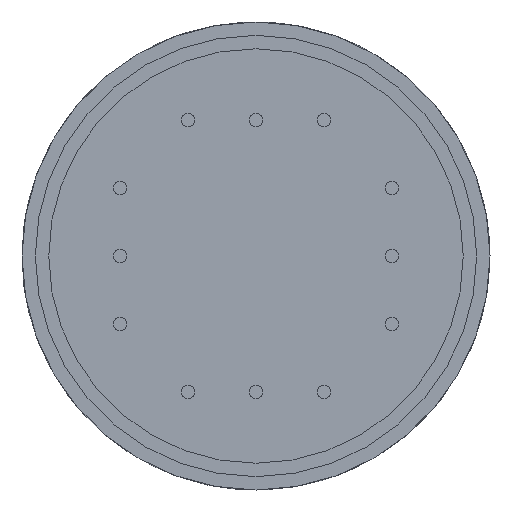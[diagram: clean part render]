
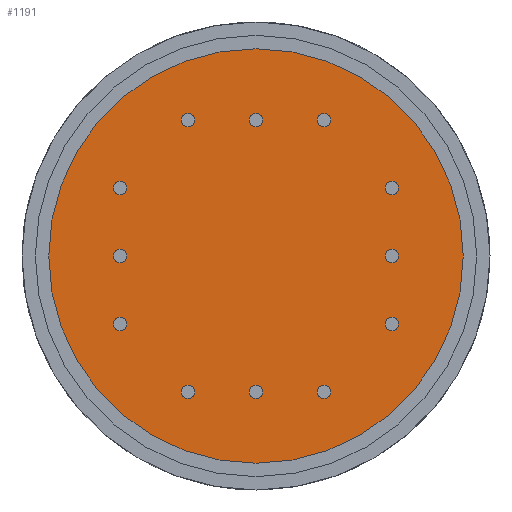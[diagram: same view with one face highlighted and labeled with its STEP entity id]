
A CAD part, front view. The second image highlights one B-rep face of the part: STEP entity #1191.
In plain terms, the highlighted planar face has unit normal (0, -1, 0).
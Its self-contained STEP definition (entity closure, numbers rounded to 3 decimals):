
#711=CARTESIAN_POINT('',(-2.29,-3.5,5.08));
#712=VERTEX_POINT('',#711);
#713=CARTESIAN_POINT('',(-2.54,-3.5,5.08));
#714=DIRECTION('',(0.0,1.0,0.0));
#715=DIRECTION('',(-1.0,0.0,0.0));
#716=AXIS2_PLACEMENT_3D('',#713,#714,#715);
#717=CIRCLE('',#716,0.25);
#718=EDGE_CURVE('',#712,#712,#717,.T.);
#748=CARTESIAN_POINT('',(0.25,-3.5,5.08));
#749=VERTEX_POINT('',#748);
#750=CARTESIAN_POINT('',(0.,-3.5,5.08));
#751=DIRECTION('',(0.0,1.0,0.0));
#752=DIRECTION('',(-1.0,0.0,0.0));
#753=AXIS2_PLACEMENT_3D('',#750,#751,#752);
#754=CIRCLE('',#753,0.25);
#755=EDGE_CURVE('',#749,#749,#754,.T.);
#785=CARTESIAN_POINT('',(2.79,-3.5,5.08));
#786=VERTEX_POINT('',#785);
#787=CARTESIAN_POINT('',(2.54,-3.5,5.08));
#788=DIRECTION('',(0.0,1.0,0.0));
#789=DIRECTION('',(-1.0,0.0,0.0));
#790=AXIS2_PLACEMENT_3D('',#787,#788,#789);
#791=CIRCLE('',#790,0.25);
#792=EDGE_CURVE('',#786,#786,#791,.T.);
#822=CARTESIAN_POINT('',(5.33,-3.5,2.54));
#823=VERTEX_POINT('',#822);
#824=CARTESIAN_POINT('',(5.08,-3.5,2.54));
#825=DIRECTION('',(0.0,1.0,0.0));
#826=DIRECTION('',(-1.0,0.0,0.0));
#827=AXIS2_PLACEMENT_3D('',#824,#825,#826);
#828=CIRCLE('',#827,0.25);
#829=EDGE_CURVE('',#823,#823,#828,.T.);
#859=CARTESIAN_POINT('',(5.33,-3.5,0.));
#860=VERTEX_POINT('',#859);
#861=CARTESIAN_POINT('',(5.08,-3.5,0.0));
#862=DIRECTION('',(0.0,1.0,0.0));
#863=DIRECTION('',(-1.0,0.0,0.0));
#864=AXIS2_PLACEMENT_3D('',#861,#862,#863);
#865=CIRCLE('',#864,0.25);
#866=EDGE_CURVE('',#860,#860,#865,.T.);
#896=CARTESIAN_POINT('',(5.33,-3.5,-2.54));
#897=VERTEX_POINT('',#896);
#898=CARTESIAN_POINT('',(5.08,-3.5,-2.54));
#899=DIRECTION('',(0.0,1.0,0.0));
#900=DIRECTION('',(-1.0,0.0,0.0));
#901=AXIS2_PLACEMENT_3D('',#898,#899,#900);
#902=CIRCLE('',#901,0.25);
#903=EDGE_CURVE('',#897,#897,#902,.T.);
#933=CARTESIAN_POINT('',(2.79,-3.5,-5.08));
#934=VERTEX_POINT('',#933);
#935=CARTESIAN_POINT('',(2.54,-3.5,-5.08));
#936=DIRECTION('',(0.0,1.0,0.0));
#937=DIRECTION('',(-1.0,0.0,0.0));
#938=AXIS2_PLACEMENT_3D('',#935,#936,#937);
#939=CIRCLE('',#938,0.25);
#940=EDGE_CURVE('',#934,#934,#939,.T.);
#970=CARTESIAN_POINT('',(0.25,-3.5,-5.08));
#971=VERTEX_POINT('',#970);
#972=CARTESIAN_POINT('',(0.,-3.5,-5.08));
#973=DIRECTION('',(0.0,1.0,0.0));
#974=DIRECTION('',(-1.0,0.0,0.0));
#975=AXIS2_PLACEMENT_3D('',#972,#973,#974);
#976=CIRCLE('',#975,0.25);
#977=EDGE_CURVE('',#971,#971,#976,.T.);
#1007=CARTESIAN_POINT('',(-2.29,-3.5,-5.08));
#1008=VERTEX_POINT('',#1007);
#1009=CARTESIAN_POINT('',(-2.54,-3.5,-5.08));
#1010=DIRECTION('',(0.0,1.0,0.0));
#1011=DIRECTION('',(-1.0,0.0,0.0));
#1012=AXIS2_PLACEMENT_3D('',#1009,#1010,#1011);
#1013=CIRCLE('',#1012,0.25);
#1014=EDGE_CURVE('',#1008,#1008,#1013,.T.);
#1044=CARTESIAN_POINT('',(-4.83,-3.5,-2.54));
#1045=VERTEX_POINT('',#1044);
#1046=CARTESIAN_POINT('',(-5.08,-3.5,-2.54));
#1047=DIRECTION('',(0.0,1.0,0.0));
#1048=DIRECTION('',(-1.0,0.0,0.0));
#1049=AXIS2_PLACEMENT_3D('',#1046,#1047,#1048);
#1050=CIRCLE('',#1049,0.25);
#1051=EDGE_CURVE('',#1045,#1045,#1050,.T.);
#1081=CARTESIAN_POINT('',(-4.83,-3.5,0.));
#1082=VERTEX_POINT('',#1081);
#1083=CARTESIAN_POINT('',(-5.08,-3.5,0.));
#1084=DIRECTION('',(0.0,1.0,0.0));
#1085=DIRECTION('',(-1.0,0.0,0.0));
#1086=AXIS2_PLACEMENT_3D('',#1083,#1084,#1085);
#1087=CIRCLE('',#1086,0.25);
#1088=EDGE_CURVE('',#1082,#1082,#1087,.T.);
#1118=CARTESIAN_POINT('',(-4.83,-3.5,2.54));
#1119=VERTEX_POINT('',#1118);
#1120=CARTESIAN_POINT('',(-5.08,-3.5,2.54));
#1121=DIRECTION('',(0.0,1.0,0.0));
#1122=DIRECTION('',(-1.0,0.0,0.0));
#1123=AXIS2_PLACEMENT_3D('',#1120,#1121,#1122);
#1124=CIRCLE('',#1123,0.25);
#1125=EDGE_CURVE('',#1119,#1119,#1124,.T.);
#1139=CARTESIAN_POINT('',(-3.875,-3.5,0.0));
#1140=DIRECTION('',(0.0,-1.0,0.0));
#1141=DIRECTION('',(0.0,0.0,-1.0));
#1142=AXIS2_PLACEMENT_3D('',#1139,#1140,#1141);
#1143=PLANE('',#1142);
#1144=CARTESIAN_POINT('',(-7.75,-3.5,0.0));
#1145=VERTEX_POINT('',#1144);
#1146=CARTESIAN_POINT('',(0.0,-3.5,0.0));
#1147=DIRECTION('',(0.0,1.0,0.0));
#1148=DIRECTION('',(-1.0,0.0,0.0));
#1149=AXIS2_PLACEMENT_3D('',#1146,#1147,#1148);
#1150=CIRCLE('',#1149,7.75);
#1151=EDGE_CURVE('',#1145,#1145,#1150,.T.);
#1152=ORIENTED_EDGE('',*,*,#1151,.F.);
#1153=EDGE_LOOP('',(#1152));
#1154=FACE_OUTER_BOUND('',#1153,.T.);
#1155=ORIENTED_EDGE('',*,*,#718,.T.);
#1156=EDGE_LOOP('',(#1155));
#1157=FACE_BOUND('',#1156,.T.);
#1158=ORIENTED_EDGE('',*,*,#755,.T.);
#1159=EDGE_LOOP('',(#1158));
#1160=FACE_BOUND('',#1159,.T.);
#1161=ORIENTED_EDGE('',*,*,#792,.T.);
#1162=EDGE_LOOP('',(#1161));
#1163=FACE_BOUND('',#1162,.T.);
#1164=ORIENTED_EDGE('',*,*,#829,.T.);
#1165=EDGE_LOOP('',(#1164));
#1166=FACE_BOUND('',#1165,.T.);
#1167=ORIENTED_EDGE('',*,*,#866,.T.);
#1168=EDGE_LOOP('',(#1167));
#1169=FACE_BOUND('',#1168,.T.);
#1170=ORIENTED_EDGE('',*,*,#903,.T.);
#1171=EDGE_LOOP('',(#1170));
#1172=FACE_BOUND('',#1171,.T.);
#1173=ORIENTED_EDGE('',*,*,#940,.T.);
#1174=EDGE_LOOP('',(#1173));
#1175=FACE_BOUND('',#1174,.T.);
#1176=ORIENTED_EDGE('',*,*,#977,.T.);
#1177=EDGE_LOOP('',(#1176));
#1178=FACE_BOUND('',#1177,.T.);
#1179=ORIENTED_EDGE('',*,*,#1014,.T.);
#1180=EDGE_LOOP('',(#1179));
#1181=FACE_BOUND('',#1180,.T.);
#1182=ORIENTED_EDGE('',*,*,#1051,.T.);
#1183=EDGE_LOOP('',(#1182));
#1184=FACE_BOUND('',#1183,.T.);
#1185=ORIENTED_EDGE('',*,*,#1088,.T.);
#1186=EDGE_LOOP('',(#1185));
#1187=FACE_BOUND('',#1186,.T.);
#1188=ORIENTED_EDGE('',*,*,#1125,.T.);
#1189=EDGE_LOOP('',(#1188));
#1190=FACE_BOUND('',#1189,.T.);
#1191=ADVANCED_FACE('',(#1154,#1157,#1160,#1163,#1166,#1169,#1172,#1175,#1178,#1181,#1184,#1187,#1190),#1143,.T.);
